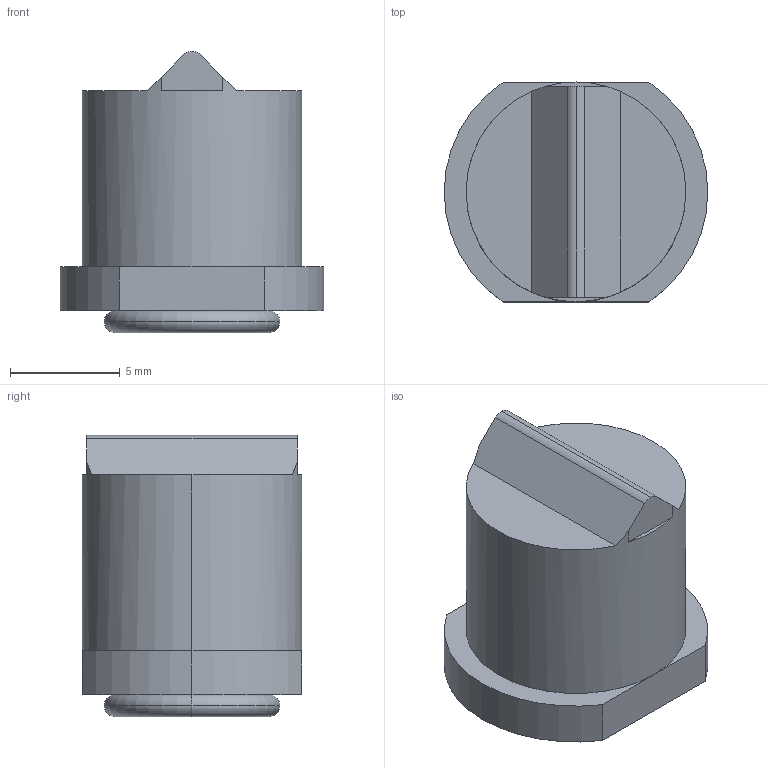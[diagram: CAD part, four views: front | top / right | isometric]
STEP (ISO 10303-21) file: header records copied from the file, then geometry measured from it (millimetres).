
FILE_DESCRIPTION (( 'STEP AP214' ), '1' );
FILE_NAME ('BruyRubio_BR5134-10.STEP', '2019-12-19T15:14:13', ( '' ), ( '' ), 'SwSTEP 2.0', 'SolidWorks 2017', '' );
FILE_SCHEMA (( 'AUTOMOTIVE_DESIGN' ));
Length unit declared in the file: millimetre
Products named in the file (1): BruyRubio_BR5134-10
Bounding box: 12 x 10 x 12.8 mm (x, y, z)
Volume: 422.9 mm3; surface area: 928.1 mm2
Topology: 3 solids, 3 shells, 31 faces, 74 edges, 46 vertices
Faces by surface type: plane 14, cylinder 9, torus 8
Entity records: 1309 total; most frequent: DIRECTION 174, CARTESIAN_POINT 164, ORIENTED_EDGE 148, EDGE_CURVE 74, AXIS2_PLACEMENT_3D 72, VERTEX_POINT 46, CIRCLE 40, UNCERTAINTY_MEASURE_WITH_UNIT 36
